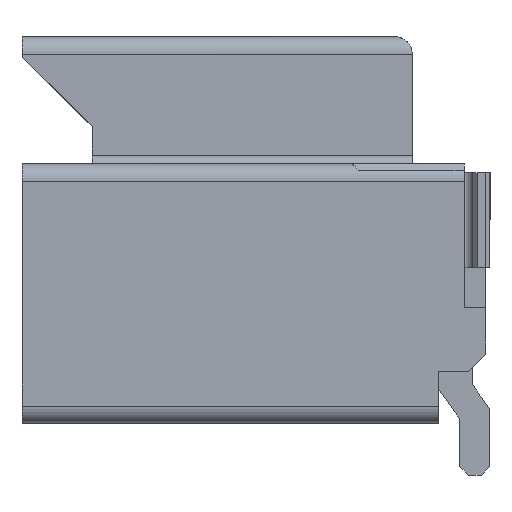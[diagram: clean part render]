
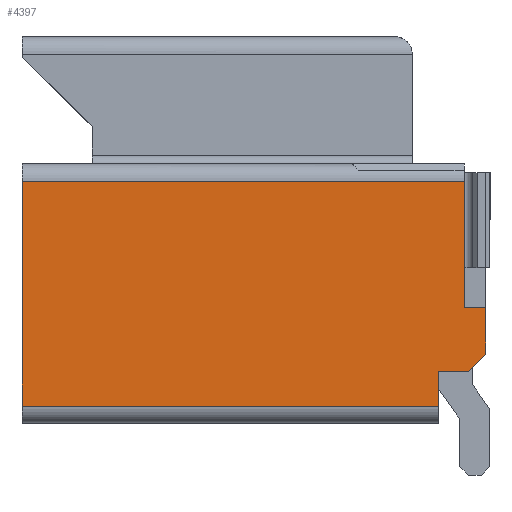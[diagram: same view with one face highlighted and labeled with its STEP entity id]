
A CAD part, left-side view. The second image highlights one B-rep face of the part: STEP entity #4397.
In plain terms, the highlighted planar face has unit normal (-1, 0, 0).
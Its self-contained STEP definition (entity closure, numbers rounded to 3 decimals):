
#254 = CARTESIAN_POINT ( 'NONE',  ( -4., -2.675, 1.29 ) ) ;
#332 = CARTESIAN_POINT ( 'NONE',  ( -4., -2.425, 1.29 ) ) ;
#353 = VERTEX_POINT ( 'NONE', #9550 ) ;
#355 = ORIENTED_EDGE ( 'NONE', *, *, #2710, .T. ) ;
#565 = DIRECTION ( 'NONE',  ( 0., -1., 0. ) ) ;
#799 = ORIENTED_EDGE ( 'NONE', *, *, #6417, .F. ) ;
#806 = DIRECTION ( 'NONE',  ( 0., 0., 1. ) ) ;
#994 = LINE ( 'NONE', #254, #9423 ) ;
#1058 = ORIENTED_EDGE ( 'NONE', *, *, #9005, .T. ) ;
#1088 = LINE ( 'NONE', #7991, #10569 ) ;
#1096 = VERTEX_POINT ( 'NONE', #4568 ) ;
#1164 = EDGE_LOOP ( 'NONE', ( #8463, #11753, #5557, #799, #3586, #2352, #1058, #355, #12061 ) ) ;
#1222 = DIRECTION ( 'NONE',  ( -1., 0., 0. ) ) ;
#1440 = EDGE_CURVE ( 'NONE', #10807, #5481, #994, .T. ) ;
#1519 = CARTESIAN_POINT ( 'NONE',  ( -4., -2.125, -1.31 ) ) ;
#1547 = VERTEX_POINT ( 'NONE', #1519 ) ;
#1723 = CARTESIAN_POINT ( 'NONE',  ( -4., -2.675, -1.31 ) ) ;
#2155 = VECTOR ( 'NONE', #4423, 1000. ) ;
#2352 = ORIENTED_EDGE ( 'NONE', *, *, #5033, .T. ) ;
#2710 = EDGE_CURVE ( 'NONE', #1096, #9727, #2812, .T. ) ;
#2736 = LINE ( 'NONE', #7557, #7830 ) ;
#2812 = LINE ( 'NONE', #5390, #10231 ) ;
#2881 = LINE ( 'NONE', #1723, #2155 ) ;
#3058 = DIRECTION ( 'NONE',  ( 0., 0., 1. ) ) ;
#3062 = EDGE_CURVE ( 'NONE', #9727, #6305, #9329, .T. ) ;
#3148 = CARTESIAN_POINT ( 'NONE',  ( -4., -2.675, -1.31 ) ) ;
#3349 = CARTESIAN_POINT ( 'NONE',  ( -4., -2.475, -0.91 ) ) ;
#3586 = ORIENTED_EDGE ( 'NONE', *, *, #5228, .F. ) ;
#3837 = VERTEX_POINT ( 'NONE', #8250 ) ;
#4397 = ADVANCED_FACE ( 'NONE', ( #9452 ), #5915, .T. ) ;
#4423 = DIRECTION ( 'NONE',  ( 0., 1., 0. ) ) ;
#4432 = CARTESIAN_POINT ( 'NONE',  ( -4., 2.685, -1.31 ) ) ;
#4568 = CARTESIAN_POINT ( 'NONE',  ( -4., -2.475, -0.91 ) ) ;
#5033 = EDGE_CURVE ( 'NONE', #1547, #353, #2736, .T. ) ;
#5228 = EDGE_CURVE ( 'NONE', #1547, #11203, #2881, .T. ) ;
#5280 = LINE ( 'NONE', #3349, #7881 ) ;
#5390 = CARTESIAN_POINT ( 'NONE',  ( -4., -2.475, -0.91 ) ) ;
#5481 = VERTEX_POINT ( 'NONE', #9277 ) ;
#5557 = ORIENTED_EDGE ( 'NONE', *, *, #1440, .T. ) ;
#5571 = VECTOR ( 'NONE', #6369, 1000. ) ;
#5805 = CARTESIAN_POINT ( 'NONE',  ( -4., -2.675, -0.17 ) ) ;
#5915 = PLANE ( 'NONE',  #7454 ) ;
#5934 = CARTESIAN_POINT ( 'NONE',  ( -4., -2.675, -0.71 ) ) ;
#6123 = DIRECTION ( 'NONE',  ( 0., 0., 1. ) ) ;
#6305 = VERTEX_POINT ( 'NONE', #5805 ) ;
#6369 = DIRECTION ( 'NONE',  ( 0., 1., 0. ) ) ;
#6417 = EDGE_CURVE ( 'NONE', #11203, #5481, #1088, .T. ) ;
#6584 = LINE ( 'NONE', #11898, #5571 ) ;
#7454 = AXIS2_PLACEMENT_3D ( 'NONE', #3148, #1222, #3058 ) ;
#7557 = CARTESIAN_POINT ( 'NONE',  ( -4., -2.125, -1.31 ) ) ;
#7569 = VECTOR ( 'NONE', #806, 1000. ) ;
#7830 = VECTOR ( 'NONE', #8490, 1000. ) ;
#7860 = VECTOR ( 'NONE', #12097, 1000. ) ;
#7881 = VECTOR ( 'NONE', #565, 1000. ) ;
#7991 = CARTESIAN_POINT ( 'NONE',  ( -4., 2.685, 0. ) ) ;
#8130 = CARTESIAN_POINT ( 'NONE',  ( -4., -2.675, -1.31 ) ) ;
#8250 = CARTESIAN_POINT ( 'NONE',  ( -4., -2.425, -0.17 ) ) ;
#8309 = CARTESIAN_POINT ( 'NONE',  ( -4., -2.425, -1.31 ) ) ;
#8463 = ORIENTED_EDGE ( 'NONE', *, *, #8844, .T. ) ;
#8490 = DIRECTION ( 'NONE',  ( 0., 0., 1. ) ) ;
#8844 = EDGE_CURVE ( 'NONE', #6305, #3837, #6584, .T. ) ;
#9005 = EDGE_CURVE ( 'NONE', #353, #1096, #5280, .T. ) ;
#9277 = CARTESIAN_POINT ( 'NONE',  ( -4., 2.685, 1.29 ) ) ;
#9329 = LINE ( 'NONE', #8130, #7569 ) ;
#9423 = VECTOR ( 'NONE', #11598, 1000. ) ;
#9452 = FACE_OUTER_BOUND ( 'NONE', #1164, .T. ) ;
#9550 = CARTESIAN_POINT ( 'NONE',  ( -4., -2.125, -0.91 ) ) ;
#9727 = VERTEX_POINT ( 'NONE', #5934 ) ;
#10231 = VECTOR ( 'NONE', #10994, 1000. ) ;
#10569 = VECTOR ( 'NONE', #6123, 1000. ) ;
#10800 = EDGE_CURVE ( 'NONE', #3837, #10807, #11979, .T. ) ;
#10807 = VERTEX_POINT ( 'NONE', #332 ) ;
#10994 = DIRECTION ( 'NONE',  ( 0., -0.707, 0.707 ) ) ;
#11203 = VERTEX_POINT ( 'NONE', #4432 ) ;
#11598 = DIRECTION ( 'NONE',  ( 0., 1., 0. ) ) ;
#11753 = ORIENTED_EDGE ( 'NONE', *, *, #10800, .T. ) ;
#11898 = CARTESIAN_POINT ( 'NONE',  ( -4., -2.675, -0.17 ) ) ;
#11979 = LINE ( 'NONE', #8309, #7860 ) ;
#12061 = ORIENTED_EDGE ( 'NONE', *, *, #3062, .T. ) ;
#12097 = DIRECTION ( 'NONE',  ( 0., 0., 1. ) ) ;
